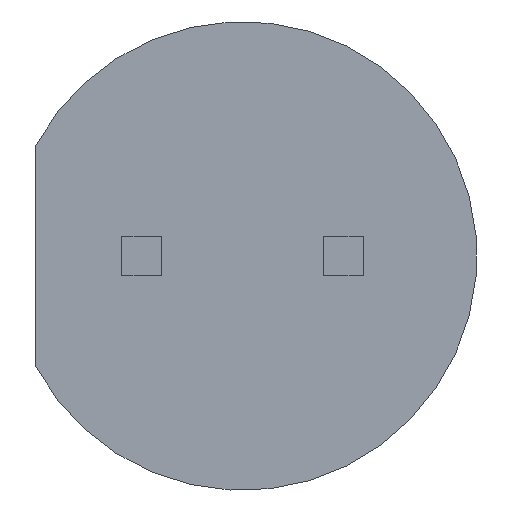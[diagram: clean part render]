
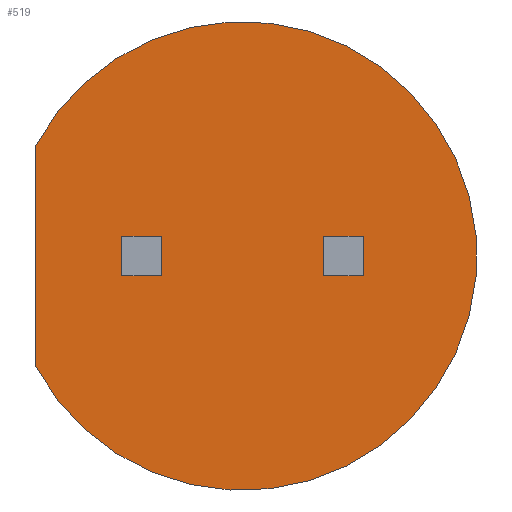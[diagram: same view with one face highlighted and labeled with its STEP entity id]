
A CAD part, front view. The second image highlights one B-rep face of the part: STEP entity #519.
In plain terms, the highlighted planar face has unit normal (0, -1, 0).
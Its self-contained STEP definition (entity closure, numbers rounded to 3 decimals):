
#19 = ORIENTED_EDGE ( 'NONE', *, *, #459, .F. ) ;
#126 = DIRECTION ( 'NONE',  ( 0., -1., 0. ) ) ;
#306 = FACE_OUTER_BOUND ( 'NONE', #384, .T. ) ;
#384 = EDGE_LOOP ( 'NONE', ( #19, #1276 ) ) ;
#422 = LINE ( 'NONE', #890, #1059 ) ;
#434 = DIRECTION ( 'NONE',  ( 0., -1., 0. ) ) ;
#456 = CARTESIAN_POINT ( 'NONE',  ( -2.6, 1.2, -1.394 ) ) ;
#459 = EDGE_CURVE ( 'NONE', #1471, #817, #422, .T. ) ;
#519 = ADVANCED_FACE ( 'NONE', ( #306 ), #654, .T. ) ;
#537 = DIRECTION ( 'NONE',  ( 0., 0., 1. ) ) ;
#550 = CARTESIAN_POINT ( 'NONE',  ( 0., 1.2, 0. ) ) ;
#569 = CARTESIAN_POINT ( 'NONE',  ( 0., 1.2, 0. ) ) ;
#599 = CARTESIAN_POINT ( 'NONE',  ( -2.6, 1.2, 1.394 ) ) ;
#607 = EDGE_CURVE ( 'NONE', #1471, #817, #915, .T. ) ;
#654 = PLANE ( 'NONE',  #799 ) ;
#799 = AXIS2_PLACEMENT_3D ( 'NONE', #550, #434, #1443 ) ;
#817 = VERTEX_POINT ( 'NONE', #599 ) ;
#890 = CARTESIAN_POINT ( 'NONE',  ( -2.6, 1.2, 1.394 ) ) ;
#915 = CIRCLE ( 'NONE', #1113, 2.95 ) ;
#1059 = VECTOR ( 'NONE', #537, 1000. ) ;
#1113 = AXIS2_PLACEMENT_3D ( 'NONE', #569, #126, #1160 ) ;
#1160 = DIRECTION ( 'NONE',  ( -1., 0., 0. ) ) ;
#1276 = ORIENTED_EDGE ( 'NONE', *, *, #607, .T. ) ;
#1443 = DIRECTION ( 'NONE',  ( -1., 0., 0. ) ) ;
#1471 = VERTEX_POINT ( 'NONE', #456 ) ;
